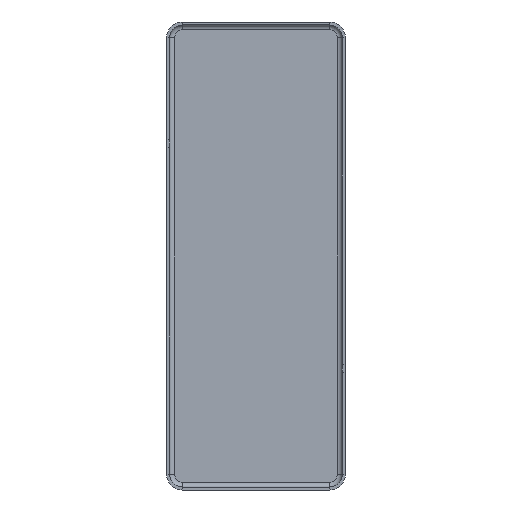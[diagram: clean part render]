
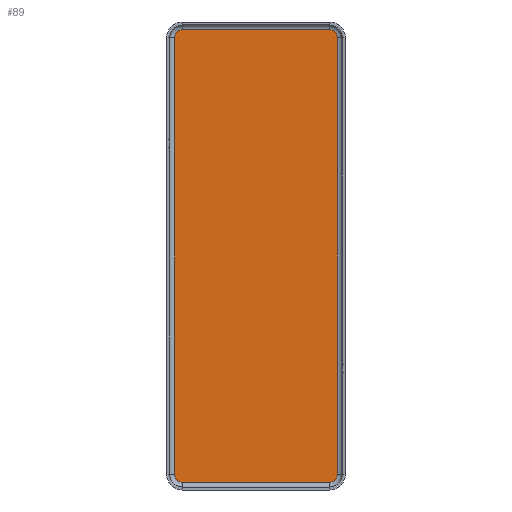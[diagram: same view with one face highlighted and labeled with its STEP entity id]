
A CAD part, front view. The second image highlights one B-rep face of the part: STEP entity #89.
In plain terms, the highlighted planar face has unit normal (0, -1, 0).
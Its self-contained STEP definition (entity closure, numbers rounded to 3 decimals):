
#8 = ORIENTED_EDGE ( 'NONE', *, *, #1092, .F. ) ;
#55 = LINE ( 'NONE', #1219, #964 ) ;
#66 = LINE ( 'NONE', #679, #1088 ) ;
#89 = ADVANCED_FACE ( 'NONE', ( #120 ), #1276, .T. ) ;
#93 = DIRECTION ( 'NONE',  ( 0., 0., 1. ) ) ;
#94 = AXIS2_PLACEMENT_3D ( 'NONE', #652, #754, #93 ) ;
#120 = FACE_OUTER_BOUND ( 'NONE', #1004, .T. ) ;
#148 = CARTESIAN_POINT ( 'NONE',  ( 7.5, -0.3, -23.05 ) ) ;
#156 = ORIENTED_EDGE ( 'NONE', *, *, #919, .F. ) ;
#160 = AXIS2_PLACEMENT_3D ( 'NONE', #293, #1063, #273 ) ;
#173 = CIRCLE ( 'NONE', #282, 0.8 ) ;
#190 = CARTESIAN_POINT ( 'NONE',  ( 7.5, -0.3, 22.25 ) ) ;
#209 = EDGE_CURVE ( 'NONE', #1175, #656, #1363, .T. ) ;
#255 = CARTESIAN_POINT ( 'NONE',  ( 8.3, -0.3, 22.25 ) ) ;
#264 = VECTOR ( 'NONE', #412, 1000. ) ;
#273 = DIRECTION ( 'NONE',  ( 0., 0., 1. ) ) ;
#282 = AXIS2_PLACEMENT_3D ( 'NONE', #1130, #1236, #785 ) ;
#293 = CARTESIAN_POINT ( 'NONE',  ( -7.5, -0.3, 22.25 ) ) ;
#343 = CARTESIAN_POINT ( 'NONE',  ( -8.3, -0.3, 22.25 ) ) ;
#346 = EDGE_CURVE ( 'NONE', #1007, #1095, #66, .T. ) ;
#380 = CIRCLE ( 'NONE', #680, 0.8 ) ;
#405 = CARTESIAN_POINT ( 'NONE',  ( -8.3, -0.3, -22.25 ) ) ;
#412 = DIRECTION ( 'NONE',  ( 1., 0., 0. ) ) ;
#517 = CARTESIAN_POINT ( 'NONE',  ( -7.5, -0.3, 23.05 ) ) ;
#566 = ORIENTED_EDGE ( 'NONE', *, *, #856, .F. ) ;
#604 = CARTESIAN_POINT ( 'NONE',  ( 7.5, -0.3, 22.25 ) ) ;
#621 = DIRECTION ( 'NONE',  ( 0., 0., 1. ) ) ;
#643 = EDGE_CURVE ( 'NONE', #1388, #713, #1272, .T. ) ;
#652 = CARTESIAN_POINT ( 'NONE',  ( -7.5, -0.3, -22.25 ) ) ;
#656 = VERTEX_POINT ( 'NONE', #405 ) ;
#660 = VECTOR ( 'NONE', #724, 1000. ) ;
#667 = ORIENTED_EDGE ( 'NONE', *, *, #643, .F. ) ;
#679 = CARTESIAN_POINT ( 'NONE',  ( 8.3, -0.3, 22.25 ) ) ;
#680 = AXIS2_PLACEMENT_3D ( 'NONE', #604, #1052, #621 ) ;
#713 = VERTEX_POINT ( 'NONE', #517 ) ;
#724 = DIRECTION ( 'NONE',  ( -1., 0., 0. ) ) ;
#731 = CARTESIAN_POINT ( 'NONE',  ( 8.3, -0.3, -22.25 ) ) ;
#743 = CARTESIAN_POINT ( 'NONE',  ( -7.5, -0.3, -23.05 ) ) ;
#752 = CARTESIAN_POINT ( 'NONE',  ( -7.5, -0.3, 23.05 ) ) ;
#754 = DIRECTION ( 'NONE',  ( 0., 1., 0. ) ) ;
#780 = DIRECTION ( 'NONE',  ( 0., 0., -1. ) ) ;
#785 = DIRECTION ( 'NONE',  ( 0., 0., 1. ) ) ;
#824 = VERTEX_POINT ( 'NONE', #1402 ) ;
#856 = EDGE_CURVE ( 'NONE', #1095, #824, #173, .T. ) ;
#919 = EDGE_CURVE ( 'NONE', #656, #1388, #55, .T. ) ;
#943 = VERTEX_POINT ( 'NONE', #1341 ) ;
#964 = VECTOR ( 'NONE', #1335, 1000. ) ;
#980 = LINE ( 'NONE', #148, #660 ) ;
#1004 = EDGE_LOOP ( 'NONE', ( #8, #1229, #667, #156, #1026, #1029, #566, #1280 ) ) ;
#1007 = VERTEX_POINT ( 'NONE', #255 ) ;
#1017 = EDGE_CURVE ( 'NONE', #824, #1175, #980, .T. ) ;
#1026 = ORIENTED_EDGE ( 'NONE', *, *, #209, .F. ) ;
#1029 = ORIENTED_EDGE ( 'NONE', *, *, #1017, .F. ) ;
#1035 = AXIS2_PLACEMENT_3D ( 'NONE', #190, #1181, #1394 ) ;
#1052 = DIRECTION ( 'NONE',  ( 0., 1., 0. ) ) ;
#1063 = DIRECTION ( 'NONE',  ( 0., 1., 0. ) ) ;
#1088 = VECTOR ( 'NONE', #780, 1000. ) ;
#1092 = EDGE_CURVE ( 'NONE', #943, #1007, #380, .T. ) ;
#1095 = VERTEX_POINT ( 'NONE', #731 ) ;
#1130 = CARTESIAN_POINT ( 'NONE',  ( 7.5, -0.3, -22.25 ) ) ;
#1175 = VERTEX_POINT ( 'NONE', #743 ) ;
#1181 = DIRECTION ( 'NONE',  ( 0., -1., 0. ) ) ;
#1219 = CARTESIAN_POINT ( 'NONE',  ( -8.3, -0.3, -22.25 ) ) ;
#1223 = LINE ( 'NONE', #752, #264 ) ;
#1224 = EDGE_CURVE ( 'NONE', #713, #943, #1223, .T. ) ;
#1229 = ORIENTED_EDGE ( 'NONE', *, *, #1224, .F. ) ;
#1236 = DIRECTION ( 'NONE',  ( 0., 1., 0. ) ) ;
#1272 = CIRCLE ( 'NONE', #160, 0.8 ) ;
#1276 = PLANE ( 'NONE',  #1035 ) ;
#1280 = ORIENTED_EDGE ( 'NONE', *, *, #346, .F. ) ;
#1335 = DIRECTION ( 'NONE',  ( 0., 0., 1. ) ) ;
#1341 = CARTESIAN_POINT ( 'NONE',  ( 7.5, -0.3, 23.05 ) ) ;
#1363 = CIRCLE ( 'NONE', #94, 0.8 ) ;
#1388 = VERTEX_POINT ( 'NONE', #343 ) ;
#1394 = DIRECTION ( 'NONE',  ( 0., 0., -1. ) ) ;
#1402 = CARTESIAN_POINT ( 'NONE',  ( 7.5, -0.3, -23.05 ) ) ;
